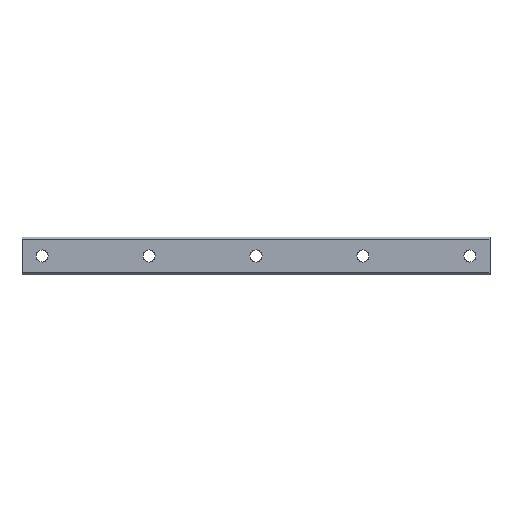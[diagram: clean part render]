
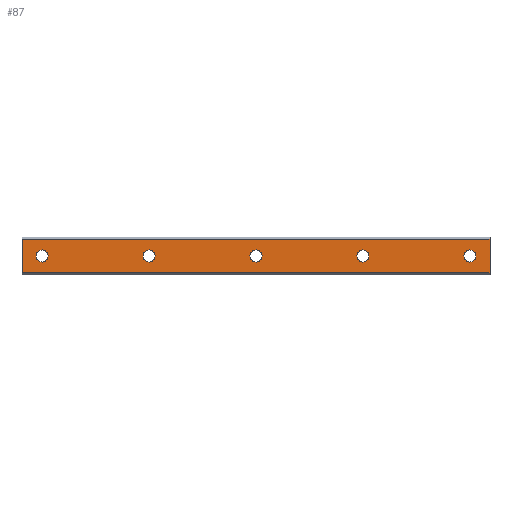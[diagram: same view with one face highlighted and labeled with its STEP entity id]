
A CAD part, front view. The second image highlights one B-rep face of the part: STEP entity #87.
In plain terms, the highlighted planar face has unit normal (0, -1, 0).
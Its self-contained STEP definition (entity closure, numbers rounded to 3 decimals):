
#11 = DIRECTION ( 'NONE',  ( 0., 0., 1. ) ) ;
#31 = CIRCLE ( 'NONE', #610, 4.5 ) ;
#38 = CIRCLE ( 'NONE', #343, 4.5 ) ;
#53 = VERTEX_POINT ( 'NONE', #1349 ) ;
#65 = VERTEX_POINT ( 'NONE', #393 ) ;
#70 = CARTESIAN_POINT ( 'NONE',  ( 335., 0., 12.5 ) ) ;
#74 = CARTESIAN_POINT ( 'NONE',  ( -15., 0., 12.5 ) ) ;
#87 = ADVANCED_FACE ( 'NONE', ( #257, #2058, #2023, #1264, #305, #722 ), #941, .F. ) ;
#90 = VERTEX_POINT ( 'NONE', #70 ) ;
#93 = CARTESIAN_POINT ( 'NONE',  ( -15., 0., 12.5 ) ) ;
#98 = VERTEX_POINT ( 'NONE', #93 ) ;
#119 = DIRECTION ( 'NONE',  ( 0., 0., 1. ) ) ;
#139 = CIRCLE ( 'NONE', #1446, 4.5 ) ;
#160 = CARTESIAN_POINT ( 'NONE',  ( 240., 0., -4.5 ) ) ;
#161 = CARTESIAN_POINT ( 'NONE',  ( 320., 0., 0. ) ) ;
#163 = EDGE_CURVE ( 'NONE', #65, #1388, #1125, .T. ) ;
#164 = ORIENTED_EDGE ( 'NONE', *, *, #273, .F. ) ;
#175 = ORIENTED_EDGE ( 'NONE', *, *, #646, .F. ) ;
#188 = VERTEX_POINT ( 'NONE', #802 ) ;
#191 = ORIENTED_EDGE ( 'NONE', *, *, #439, .F. ) ;
#202 = VERTEX_POINT ( 'NONE', #160 ) ;
#216 = CARTESIAN_POINT ( 'NONE',  ( 160., 0., -4.5 ) ) ;
#219 = DIRECTION ( 'NONE',  ( 0., 0., 1. ) ) ;
#246 = DIRECTION ( 'NONE',  ( 0., 0., 1. ) ) ;
#257 = FACE_OUTER_BOUND ( 'NONE', #1162, .T. ) ;
#273 = EDGE_CURVE ( 'NONE', #98, #90, #672, .T. ) ;
#305 = FACE_BOUND ( 'NONE', #1851, .T. ) ;
#329 = DIRECTION ( 'NONE',  ( -1., 0., 0. ) ) ;
#343 = AXIS2_PLACEMENT_3D ( 'NONE', #666, #1956, #380 ) ;
#347 = CARTESIAN_POINT ( 'NONE',  ( 80., 0., 0. ) ) ;
#380 = DIRECTION ( 'NONE',  ( 0., 0., 1. ) ) ;
#393 = CARTESIAN_POINT ( 'NONE',  ( 320., 0., -4.5 ) ) ;
#399 = EDGE_CURVE ( 'NONE', #570, #785, #1259, .T. ) ;
#401 = DIRECTION ( 'NONE',  ( 0., 0., 1. ) ) ;
#406 = VECTOR ( 'NONE', #11, 1000. ) ;
#411 = DIRECTION ( 'NONE',  ( 0., -1., 0. ) ) ;
#413 = ORIENTED_EDGE ( 'NONE', *, *, #1714, .F. ) ;
#417 = CARTESIAN_POINT ( 'NONE',  ( 0., 0., 0. ) ) ;
#439 = EDGE_CURVE ( 'NONE', #785, #570, #525, .T. ) ;
#456 = DIRECTION ( 'NONE',  ( 0., -1., 0. ) ) ;
#525 = CIRCLE ( 'NONE', #662, 4.5 ) ;
#532 = EDGE_LOOP ( 'NONE', ( #1908, #681 ) ) ;
#560 = AXIS2_PLACEMENT_3D ( 'NONE', #1344, #1377, #219 ) ;
#561 = EDGE_LOOP ( 'NONE', ( #413, #1781 ) ) ;
#570 = VERTEX_POINT ( 'NONE', #1583 ) ;
#610 = AXIS2_PLACEMENT_3D ( 'NONE', #417, #1056, #1681 ) ;
#614 = CIRCLE ( 'NONE', #788, 4.5 ) ;
#640 = CARTESIAN_POINT ( 'NONE',  ( 335., 0., 12.5 ) ) ;
#646 = EDGE_CURVE ( 'NONE', #53, #1370, #1758, .T. ) ;
#648 = EDGE_CURVE ( 'NONE', #202, #720, #1311, .T. ) ;
#662 = AXIS2_PLACEMENT_3D ( 'NONE', #938, #456, #119 ) ;
#666 = CARTESIAN_POINT ( 'NONE',  ( 80., 0., 0. ) ) ;
#672 = LINE ( 'NONE', #640, #1161 ) ;
#681 = ORIENTED_EDGE ( 'NONE', *, *, #648, .F. ) ;
#688 = ORIENTED_EDGE ( 'NONE', *, *, #1882, .F. ) ;
#700 = CARTESIAN_POINT ( 'NONE',  ( 0., 0., -4.5 ) ) ;
#711 = AXIS2_PLACEMENT_3D ( 'NONE', #950, #1768, #1451 ) ;
#720 = VERTEX_POINT ( 'NONE', #888 ) ;
#722 = FACE_BOUND ( 'NONE', #1499, .T. ) ;
#726 = ORIENTED_EDGE ( 'NONE', *, *, #1598, .F. ) ;
#734 = CARTESIAN_POINT ( 'NONE',  ( 320., 0., 0. ) ) ;
#742 = CARTESIAN_POINT ( 'NONE',  ( 335., 0., 12.5 ) ) ;
#745 = DIRECTION ( 'NONE',  ( 0., 0., 1. ) ) ;
#758 = DIRECTION ( 'NONE',  ( 0., -1., 0. ) ) ;
#759 = CARTESIAN_POINT ( 'NONE',  ( 80., 0., 4.5 ) ) ;
#785 = VERTEX_POINT ( 'NONE', #216 ) ;
#788 = AXIS2_PLACEMENT_3D ( 'NONE', #893, #411, #1371 ) ;
#802 = CARTESIAN_POINT ( 'NONE',  ( 0., 0., 4.5 ) ) ;
#845 = ORIENTED_EDGE ( 'NONE', *, *, #2057, .F. ) ;
#885 = CARTESIAN_POINT ( 'NONE',  ( 335., 0., 12.5 ) ) ;
#888 = CARTESIAN_POINT ( 'NONE',  ( 240., 0., 4.5 ) ) ;
#893 = CARTESIAN_POINT ( 'NONE',  ( 0., 0., 0. ) ) ;
#896 = DIRECTION ( 'NONE',  ( 0., 1., 0. ) ) ;
#926 = EDGE_CURVE ( 'NONE', #1113, #188, #31, .T. ) ;
#938 = CARTESIAN_POINT ( 'NONE',  ( 160., 0., 0. ) ) ;
#941 = PLANE ( 'NONE',  #995 ) ;
#950 = CARTESIAN_POINT ( 'NONE',  ( 240., 0., 0. ) ) ;
#995 = AXIS2_PLACEMENT_3D ( 'NONE', #885, #896, #246 ) ;
#1011 = DIRECTION ( 'NONE',  ( 0., -1., 0. ) ) ;
#1016 = VERTEX_POINT ( 'NONE', #1902 ) ;
#1056 = DIRECTION ( 'NONE',  ( 0., -1., 0. ) ) ;
#1113 = VERTEX_POINT ( 'NONE', #700 ) ;
#1124 = CARTESIAN_POINT ( 'NONE',  ( -15., 0., -12.5 ) ) ;
#1125 = CIRCLE ( 'NONE', #1685, 4.5 ) ;
#1161 = VECTOR ( 'NONE', #1910, 1000. ) ;
#1162 = EDGE_LOOP ( 'NONE', ( #175, #1518, #164, #845 ) ) ;
#1194 = ORIENTED_EDGE ( 'NONE', *, *, #1501, .F. ) ;
#1195 = DIRECTION ( 'NONE',  ( 0., 0., -1. ) ) ;
#1246 = VERTEX_POINT ( 'NONE', #759 ) ;
#1259 = CIRCLE ( 'NONE', #560, 4.5 ) ;
#1261 = CARTESIAN_POINT ( 'NONE',  ( 335., 0., -12.5 ) ) ;
#1264 = FACE_BOUND ( 'NONE', #532, .T. ) ;
#1301 = DIRECTION ( 'NONE',  ( 0., 0., 1. ) ) ;
#1311 = CIRCLE ( 'NONE', #711, 4.5 ) ;
#1344 = CARTESIAN_POINT ( 'NONE',  ( 160., 0., 0. ) ) ;
#1349 = CARTESIAN_POINT ( 'NONE',  ( 335., 0., -12.5 ) ) ;
#1354 = CIRCLE ( 'NONE', #1776, 4.5 ) ;
#1370 = VERTEX_POINT ( 'NONE', #1124 ) ;
#1371 = DIRECTION ( 'NONE',  ( 0., 0., 1. ) ) ;
#1377 = DIRECTION ( 'NONE',  ( 0., -1., 0. ) ) ;
#1388 = VERTEX_POINT ( 'NONE', #1724 ) ;
#1435 = DIRECTION ( 'NONE',  ( 0., -1., 0. ) ) ;
#1446 = AXIS2_PLACEMENT_3D ( 'NONE', #347, #1011, #1301 ) ;
#1451 = DIRECTION ( 'NONE',  ( 0., 0., 1. ) ) ;
#1454 = LINE ( 'NONE', #74, #406 ) ;
#1455 = EDGE_LOOP ( 'NONE', ( #688, #1801 ) ) ;
#1499 = EDGE_LOOP ( 'NONE', ( #1194, #726 ) ) ;
#1501 = EDGE_CURVE ( 'NONE', #1246, #1016, #139, .T. ) ;
#1518 = ORIENTED_EDGE ( 'NONE', *, *, #1761, .F. ) ;
#1541 = DIRECTION ( 'NONE',  ( 0., -1., 0. ) ) ;
#1567 = DIRECTION ( 'NONE',  ( 0., 0., 1. ) ) ;
#1569 = AXIS2_PLACEMENT_3D ( 'NONE', #161, #1435, #1567 ) ;
#1583 = CARTESIAN_POINT ( 'NONE',  ( 160., 0., 4.5 ) ) ;
#1598 = EDGE_CURVE ( 'NONE', #1016, #1246, #38, .T. ) ;
#1604 = VECTOR ( 'NONE', #329, 1000. ) ;
#1681 = DIRECTION ( 'NONE',  ( 0., 0., 1. ) ) ;
#1685 = AXIS2_PLACEMENT_3D ( 'NONE', #734, #758, #745 ) ;
#1714 = EDGE_CURVE ( 'NONE', #188, #1113, #614, .T. ) ;
#1723 = EDGE_CURVE ( 'NONE', #720, #202, #1354, .T. ) ;
#1724 = CARTESIAN_POINT ( 'NONE',  ( 320., 0., 4.5 ) ) ;
#1758 = LINE ( 'NONE', #1261, #1604 ) ;
#1761 = EDGE_CURVE ( 'NONE', #90, #53, #1839, .T. ) ;
#1768 = DIRECTION ( 'NONE',  ( 0., -1., 0. ) ) ;
#1776 = AXIS2_PLACEMENT_3D ( 'NONE', #2001, #1541, #401 ) ;
#1781 = ORIENTED_EDGE ( 'NONE', *, *, #926, .F. ) ;
#1801 = ORIENTED_EDGE ( 'NONE', *, *, #163, .F. ) ;
#1838 = ORIENTED_EDGE ( 'NONE', *, *, #399, .F. ) ;
#1839 = LINE ( 'NONE', #742, #2039 ) ;
#1851 = EDGE_LOOP ( 'NONE', ( #1838, #191 ) ) ;
#1882 = EDGE_CURVE ( 'NONE', #1388, #65, #1970, .T. ) ;
#1902 = CARTESIAN_POINT ( 'NONE',  ( 80., 0., -4.5 ) ) ;
#1908 = ORIENTED_EDGE ( 'NONE', *, *, #1723, .F. ) ;
#1910 = DIRECTION ( 'NONE',  ( 1., 0., 0. ) ) ;
#1956 = DIRECTION ( 'NONE',  ( 0., -1., 0. ) ) ;
#1970 = CIRCLE ( 'NONE', #1569, 4.5 ) ;
#2001 = CARTESIAN_POINT ( 'NONE',  ( 240., 0., 0. ) ) ;
#2023 = FACE_BOUND ( 'NONE', #1455, .T. ) ;
#2039 = VECTOR ( 'NONE', #1195, 1000. ) ;
#2057 = EDGE_CURVE ( 'NONE', #1370, #98, #1454, .T. ) ;
#2058 = FACE_BOUND ( 'NONE', #561, .T. ) ;
